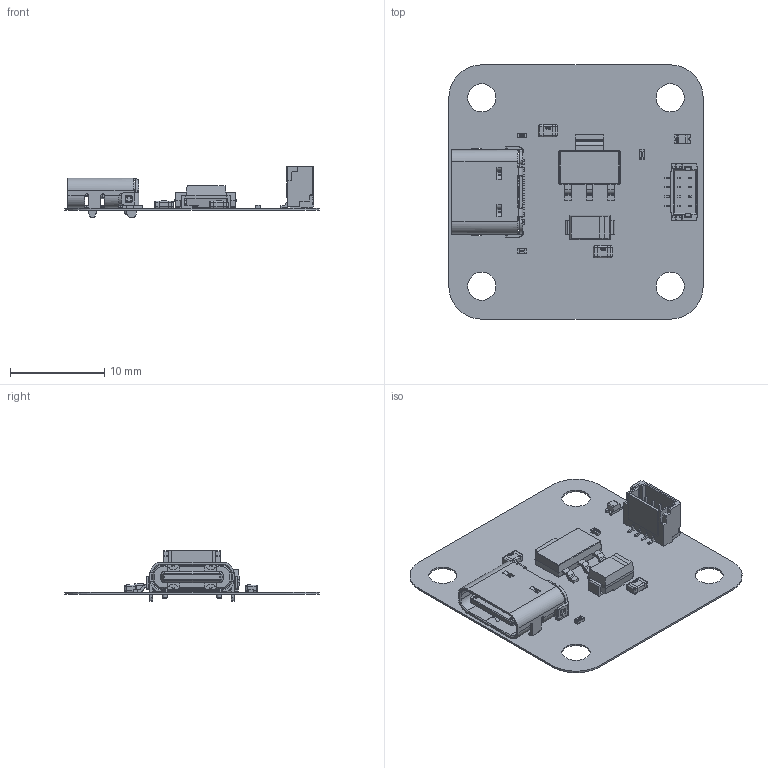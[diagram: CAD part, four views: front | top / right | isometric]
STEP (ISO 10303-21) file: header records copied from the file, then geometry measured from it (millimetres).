
FILE_DESCRIPTION(('Open CASCADE Model'),'2;1');
FILE_NAME('Open CASCADE Shape Model','2025-02-24T12:09:07',('Author'),( 'Open CASCADE'),'Open CASCADE STEP processor 7.5','Open CASCADE 7.5' ,'Unknown');
FILE_SCHEMA(('AUTOMOTIVE_DESIGN { 1 0 10303 214 1 1 1 1 }'));
Length unit declared in the file: millimetre
Products named in the file (31): PCB; Board; Open CASCADE STEP translator 7.5 7.1.1; R1; User Library-R SMD 0402; User Library-R SMD 0402_0402 BODY; User Library-R SMD 0402_0402 PAD; User Library-R SMD 0402_0402 OPIS; PWR; 0603 LED Red; Pad; Pad005; Pad001; Pad004; Pad003; Lens; J1; DUELink-Connector-BM04B-SRSS-TB; R3; R2; IC1; SOT-223; D1; DO-214AC SMA; X1; USB4105-15-A; NONE; ÇÐ³ý-À­Éì2; C2; 0805 SMD Capacitor; C1
Assembly tree (34 placements, depth 4):
  PCB
    Board
      Open CASCADE STEP translator 7.5 7.1.1
    R1
      User Library-R SMD 0402
        User Library-R SMD 0402_0402 BODY
        User Library-R SMD 0402_0402 PAD  x2
        User Library-R SMD 0402_0402 OPIS
    PWR
      0603 LED Red
        Pad
        Pad005
        Pad001
        Pad004
        Pad003
        Lens
    J1
      DUELink-Connector-BM04B-SRSS-TB
    R3
      User Library-R SMD 0402
        User Library-R SMD 0402_0402 BODY
        User Library-R SMD 0402_0402 PAD  x2
        User Library-R SMD 0402_0402 OPIS
    R2
      User Library-R SMD 0402
        User Library-R SMD 0402_0402 BODY
        User Library-R SMD 0402_0402 PAD  x2
        User Library-R SMD 0402_0402 OPIS
    IC1
      SOT-223
    D1
      DO-214AC SMA
    X1
      USB4105-15-A
        NONE
        ÇÐ³ý-À­Éì2
    C2
      0805 SMD Capacitor
    C1
      0805 SMD Capacitor
Bounding box: 27 x 27 x 5.38 mm (x, y, z)
Volume: 373.9 mm3; surface area: 2532.4 mm2
Topology: 42 solids, 54 shells, 2937 faces, 9543 edges, 8116 vertices
Faces by surface type: plane 2049, cylinder 670, bspline 164, cone 30, sphere 24
Full cylindrical faces by diameter (mm): 0.5 x2, 0.65 x2, 3 x4
Entity records: 118417 total; most frequent: CARTESIAN_POINT 24627, ORIENTED_EDGE 14810, DIRECTION 14791, EDGE_CURVE 7405, LINE 6997, VECTOR 6997, VERTEX_POINT 4816, AXIS2_PLACEMENT_3D 3897
